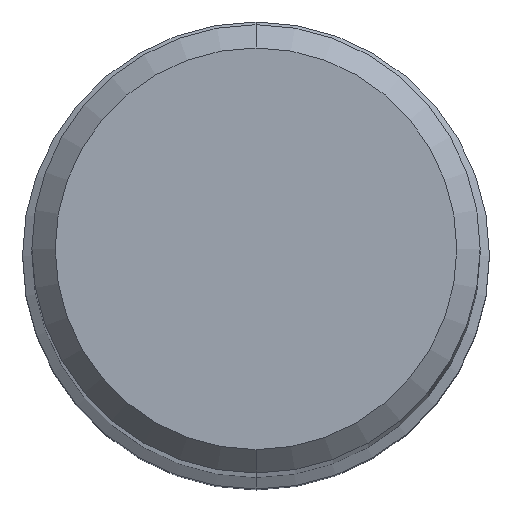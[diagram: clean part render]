
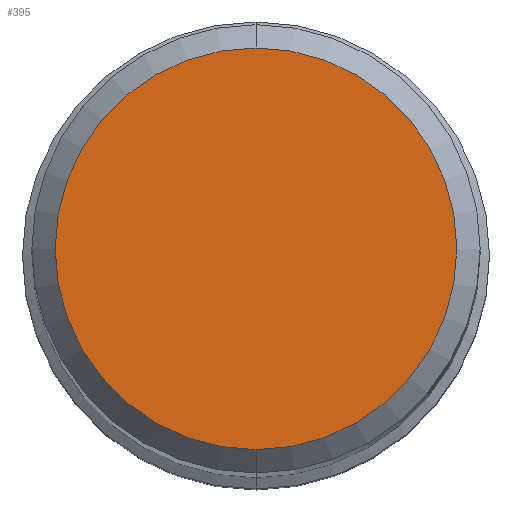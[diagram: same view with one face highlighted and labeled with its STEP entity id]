
A CAD part, top view. The second image highlights one B-rep face of the part: STEP entity #395.
In plain terms, the highlighted planar face has unit normal (0, 0, 1).
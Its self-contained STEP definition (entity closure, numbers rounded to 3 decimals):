
#371=EDGE_CURVE('',#573,#373,#782,.T.);
#373=VERTEX_POINT('',#784);
#395=ADVANCED_FACE('',(#808),#809,.T.);
#439=EDGE_CURVE('',#373,#573,#860,.T.);
#573=VERTEX_POINT('',#1000);
#782=CIRCLE('',#1319,4.3);
#784=CARTESIAN_POINT('',(0.0,4.3,0.0));
#808=FACE_OUTER_BOUND('',#1375,.T.);
#809=PLANE('',#1376);
#860=CIRCLE('',#1438,4.3);
#1000=CARTESIAN_POINT('',(0.,-4.3,0.0));
#1319=AXIS2_PLACEMENT_3D('',#2063,#2064,#2065);
#1375=EDGE_LOOP('',(#2086,#2087));
#1376=AXIS2_PLACEMENT_3D('',#2088,#2089,#2090);
#1438=AXIS2_PLACEMENT_3D('',#2144,#2145,#2146);
#2063=CARTESIAN_POINT('',(0.0,0.0,0.0));
#2064=DIRECTION('',(0.0,0.0,-1.0));
#2065=DIRECTION('',(0.0,1.0,0.0));
#2086=ORIENTED_EDGE('',*,*,#439,.F.);
#2087=ORIENTED_EDGE('',*,*,#371,.F.);
#2088=CARTESIAN_POINT('',(0.0,2.15,0.0));
#2089=DIRECTION('',(-0.0,0.0,1.0));
#2090=DIRECTION('',(0.0,-1.0,0.0));
#2144=CARTESIAN_POINT('',(0.0,0.0,0.0));
#2145=DIRECTION('',(0.0,0.0,-1.0));
#2146=DIRECTION('',(0.0,1.0,0.0));
